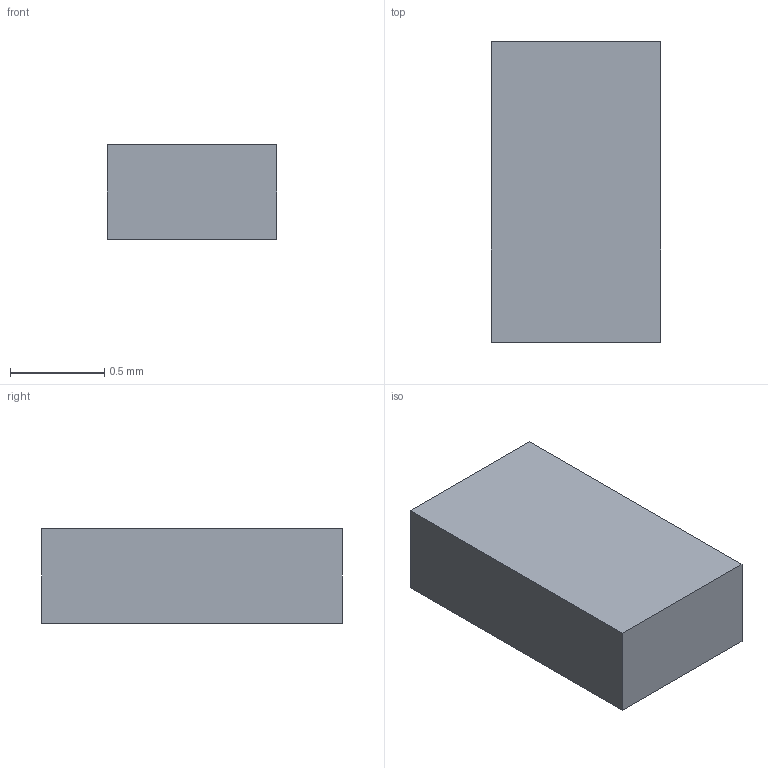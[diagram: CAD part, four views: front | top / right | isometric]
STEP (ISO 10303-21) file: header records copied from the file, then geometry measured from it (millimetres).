
FILE_DESCRIPTION(/* description */ (''),/* implementation_level */ '2;1');
FILE_NAME(/* name */ 'XFBGA8.step',/* time_stamp */ '2023-03-28T21:23:02+11:00',/* author */ (''),/* organization */ (''),/* preprocessor_version */ 'ST-DEVELOPER v19.2',/* originating_system */ 'Autodesk Translation Framework v11.17.0.187',/* authorisation */ '');
FILE_SCHEMA (('AUTOMOTIVE_DESIGN { 1 0 10303 214 3 1 1 }'));
Length unit declared in the file: millimetre
Products named in the file (2): XFBGA8; Document (4)
Assembly tree (1 placements, depth 2):
  XFBGA8
    Document (4)
Bounding box: 0.9 x 1.59 x 0.5 mm (x, y, z)
Volume: 0.7 mm3; surface area: 5.3 mm2
Topology: 1 solids, 1 shells, 6 faces, 12 edges, 8 vertices
Faces by surface type: plane 6
Entity records: 216 total; most frequent: DIRECTION 30, CARTESIAN_POINT 29, ORIENTED_EDGE 24, LINE 12, VECTOR 12, EDGE_CURVE 12, AXIS2_PLACEMENT_3D 9, VERTEX_POINT 8
